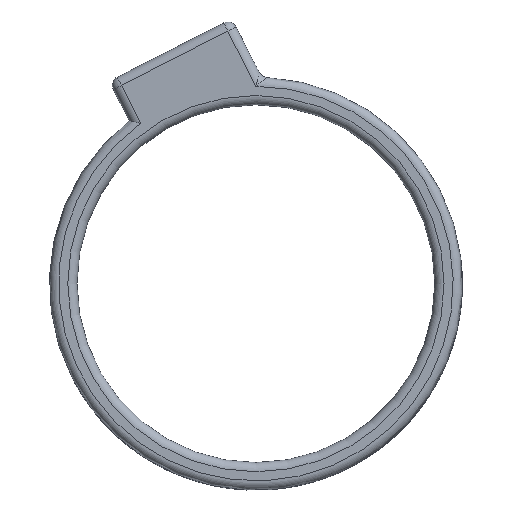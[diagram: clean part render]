
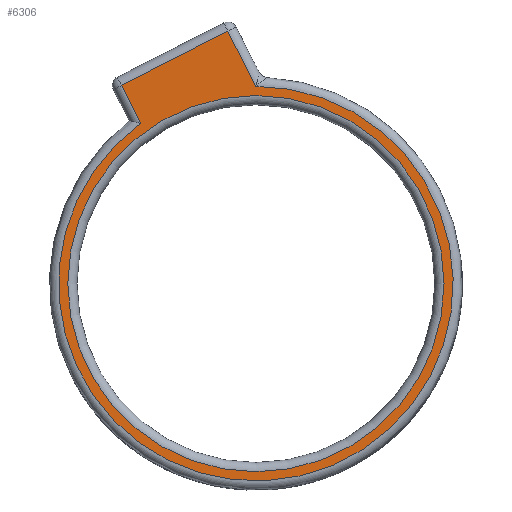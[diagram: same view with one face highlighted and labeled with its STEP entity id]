
A CAD part, top view. The second image highlights one B-rep face of the part: STEP entity #6306.
In plain terms, the highlighted planar face has unit normal (0, 0, 1).
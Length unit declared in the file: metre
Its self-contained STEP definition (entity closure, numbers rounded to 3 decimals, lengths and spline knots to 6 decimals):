
#182=PLANE('',#6795);
#376=LINE('',#9487,#803);
#377=LINE('',#9490,#804);
#378=LINE('',#9492,#805);
#803=VECTOR('',#7389,1.);
#804=VECTOR('',#7390,1.);
#805=VECTOR('',#7391,1.);
#1299=CIRCLE('',#6796,0.0205);
#1300=CIRCLE('',#6797,0.0215);
#1685=ORIENTED_EDGE('',*,*,#3677,.T.);
#1686=ORIENTED_EDGE('',*,*,#3678,.T.);
#1687=ORIENTED_EDGE('',*,*,#3679,.T.);
#1688=ORIENTED_EDGE('',*,*,#3680,.T.);
#1689=ORIENTED_EDGE('',*,*,#3681,.T.);
#3677=EDGE_CURVE('',#4673,#4673,#1299,.F.);
#3678=EDGE_CURVE('',#4674,#4675,#376,.T.);
#3679=EDGE_CURVE('',#4675,#4676,#377,.T.);
#3680=EDGE_CURVE('',#4676,#4677,#378,.F.);
#3681=EDGE_CURVE('',#4677,#4674,#1300,.T.);
#4673=VERTEX_POINT('',#9486);
#4674=VERTEX_POINT('',#9488);
#4675=VERTEX_POINT('',#9489);
#4676=VERTEX_POINT('',#9491);
#4677=VERTEX_POINT('',#9493);
#5439=EDGE_LOOP('',(#1685));
#5440=EDGE_LOOP('',(#1686,#1687,#1688,#1689));
#5849=FACE_BOUND('',#5439,.T.);
#5850=FACE_BOUND('',#5440,.T.);
#6306=ADVANCED_FACE('',(#5849,#5850),#182,.T.);
#6795=AXIS2_PLACEMENT_3D('',#9484,#7385,#7386);
#6796=AXIS2_PLACEMENT_3D('',#9485,#7387,#7388);
#6797=AXIS2_PLACEMENT_3D('',#9494,#7392,#7393);
#7385=DIRECTION('',(0.,0.,1.));
#7386=DIRECTION('',(1.,0.,0.));
#7387=DIRECTION('',(0.,0.,1.));
#7388=DIRECTION('',(1.,0.,0.));
#7389=DIRECTION('',(-0.454,0.891,0.));
#7390=DIRECTION('',(-0.891,-0.454,0.));
#7391=DIRECTION('',(-0.454,0.891,0.));
#7392=DIRECTION('',(0.,0.,1.));
#7393=DIRECTION('',(1.,0.,0.));
#9484=CARTESIAN_POINT('',(0.,0.,0.0035));
#9485=CARTESIAN_POINT('',(0.,0.,0.0035));
#9486=CARTESIAN_POINT('',(0.0205,0.,0.0035));
#9487=CARTESIAN_POINT('',(-0.003518,0.028405,0.0035));
#9488=CARTESIAN_POINT('',(0.,0.0215,0.0035));
#9489=CARTESIAN_POINT('',(-0.003064,0.027514,0.0035));
#9490=CARTESIAN_POINT('',(-0.015539,0.021158,0.0035));
#9491=CARTESIAN_POINT('',(-0.014648,0.021612,0.0035));
#9492=CARTESIAN_POINT('',(-0.012918,0.018218,0.0035));
#9493=CARTESIAN_POINT('',(-0.012536,0.017467,0.0035));
#9494=CARTESIAN_POINT('',(0.,0.,0.0035));
